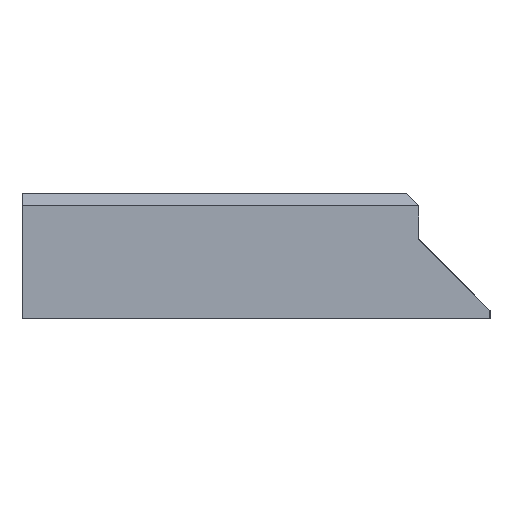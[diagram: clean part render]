
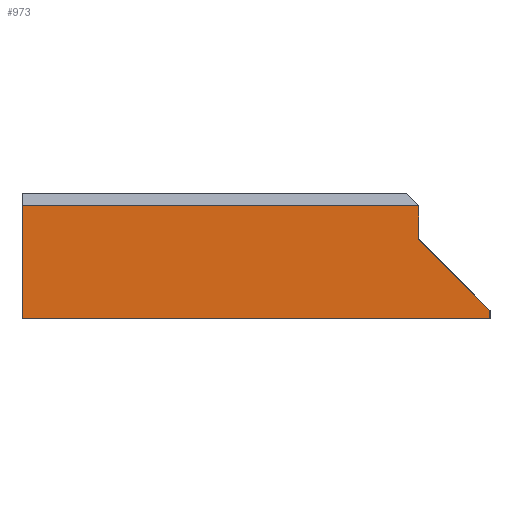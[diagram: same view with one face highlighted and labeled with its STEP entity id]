
A CAD part, left-side view. The second image highlights one B-rep face of the part: STEP entity #973.
In plain terms, the highlighted planar face has unit normal (-1, 0, 0).
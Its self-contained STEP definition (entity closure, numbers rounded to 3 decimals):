
#50 = EDGE_CURVE ( 'NONE', #2506, #7956, #854, .T. ) ;
#238 = EDGE_CURVE ( 'NONE', #5636, #418, #9427, .T. ) ;
#292 = CARTESIAN_POINT ( 'NONE',  ( -29., 35., 23. ) ) ;
#357 = VECTOR ( 'NONE', #8288, 1000. ) ;
#418 = VERTEX_POINT ( 'NONE', #9967 ) ;
#656 = CARTESIAN_POINT ( 'NONE',  ( -29., -16., 36.553 ) ) ;
#854 = LINE ( 'NONE', #656, #6868 ) ;
#973 = ADVANCED_FACE ( 'NONE', ( #4469 ), #1377, .F. ) ;
#1377 = PLANE ( 'NONE',  #7146 ) ;
#1407 = CARTESIAN_POINT ( 'NONE',  ( -29., -12.5, 32.5 ) ) ;
#1721 = ORIENTED_EDGE ( 'NONE', *, *, #6943, .F. ) ;
#1735 = VECTOR ( 'NONE', #2623, 1000. ) ;
#1759 = EDGE_CURVE ( 'NONE', #3085, #2280, #9713, .T. ) ;
#1843 = EDGE_CURVE ( 'NONE', #2506, #3085, #7508, .T. ) ;
#2280 = VERTEX_POINT ( 'NONE', #1407 ) ;
#2457 = CARTESIAN_POINT ( 'NONE',  ( -29., 35., 23. ) ) ;
#2506 = VERTEX_POINT ( 'NONE', #8144 ) ;
#2623 = DIRECTION ( 'NONE',  ( 0., 0., -1. ) ) ;
#3085 = VERTEX_POINT ( 'NONE', #9953 ) ;
#3144 = DIRECTION ( 'NONE',  ( 0., 1., 0. ) ) ;
#3277 = CARTESIAN_POINT ( 'NONE',  ( -29., -21., 23. ) ) ;
#3296 = LINE ( 'NONE', #4210, #9335 ) ;
#3450 = ORIENTED_EDGE ( 'NONE', *, *, #6573, .F. ) ;
#3670 = DIRECTION ( 'NONE',  ( 0., -0.707, -0.707 ) ) ;
#3747 = ORIENTED_EDGE ( 'NONE', *, *, #1843, .F. ) ;
#3929 = VERTEX_POINT ( 'NONE', #2457 ) ;
#4054 = CARTESIAN_POINT ( 'NONE',  ( -29., -21., 23. ) ) ;
#4170 = CARTESIAN_POINT ( 'NONE',  ( -29., -16., 33. ) ) ;
#4210 = CARTESIAN_POINT ( 'NONE',  ( -29., -12.5, 32.5 ) ) ;
#4469 = FACE_OUTER_BOUND ( 'NONE', #7226, .T. ) ;
#4490 = DIRECTION ( 'NONE',  ( 0., 0., -1. ) ) ;
#4782 = CARTESIAN_POINT ( 'NONE',  ( -29., 35., 36.553 ) ) ;
#5361 = VECTOR ( 'NONE', #3144, 1000. ) ;
#5636 = VERTEX_POINT ( 'NONE', #7453 ) ;
#5767 = DIRECTION ( 'NONE',  ( 0., -0.707, -0.707 ) ) ;
#6137 = ORIENTED_EDGE ( 'NONE', *, *, #238, .T. ) ;
#6573 = EDGE_CURVE ( 'NONE', #3929, #7956, #9444, .T. ) ;
#6776 = ORIENTED_EDGE ( 'NONE', *, *, #8759, .F. ) ;
#6868 = VECTOR ( 'NONE', #10152, 1000. ) ;
#6943 = EDGE_CURVE ( 'NONE', #5636, #3929, #7723, .T. ) ;
#7146 = AXIS2_PLACEMENT_3D ( 'NONE', #8436, #9232, #4490 ) ;
#7226 = EDGE_LOOP ( 'NONE', ( #8252, #3747, #8677, #3450, #1721, #6137, #6776 ) ) ;
#7267 = VECTOR ( 'NONE', #5767, 1000. ) ;
#7453 = CARTESIAN_POINT ( 'NONE',  ( -29., -21., 23. ) ) ;
#7508 = LINE ( 'NONE', #4170, #7267 ) ;
#7723 = LINE ( 'NONE', #3277, #5361 ) ;
#7956 = VERTEX_POINT ( 'NONE', #4782 ) ;
#8144 = CARTESIAN_POINT ( 'NONE',  ( -29., -12.447, 36.553 ) ) ;
#8252 = ORIENTED_EDGE ( 'NONE', *, *, #1759, .F. ) ;
#8288 = DIRECTION ( 'NONE',  ( 0., 0., 1. ) ) ;
#8436 = CARTESIAN_POINT ( 'NONE',  ( -29., -21., 23. ) ) ;
#8677 = ORIENTED_EDGE ( 'NONE', *, *, #50, .T. ) ;
#8759 = EDGE_CURVE ( 'NONE', #2280, #418, #3296, .T. ) ;
#9232 = DIRECTION ( 'NONE',  ( 1., 0., 0. ) ) ;
#9335 = VECTOR ( 'NONE', #3670, 1000. ) ;
#9427 = LINE ( 'NONE', #4054, #9563 ) ;
#9444 = LINE ( 'NONE', #292, #357 ) ;
#9563 = VECTOR ( 'NONE', #9567, 1000. ) ;
#9567 = DIRECTION ( 'NONE',  ( 0., 0., 1. ) ) ;
#9713 = LINE ( 'NONE', #9725, #1735 ) ;
#9725 = CARTESIAN_POINT ( 'NONE',  ( -29., -12.5, 23. ) ) ;
#9953 = CARTESIAN_POINT ( 'NONE',  ( -29., -12.5, 36.5 ) ) ;
#9967 = CARTESIAN_POINT ( 'NONE',  ( -29., -21., 24. ) ) ;
#10152 = DIRECTION ( 'NONE',  ( 0., 1., 0. ) ) ;
